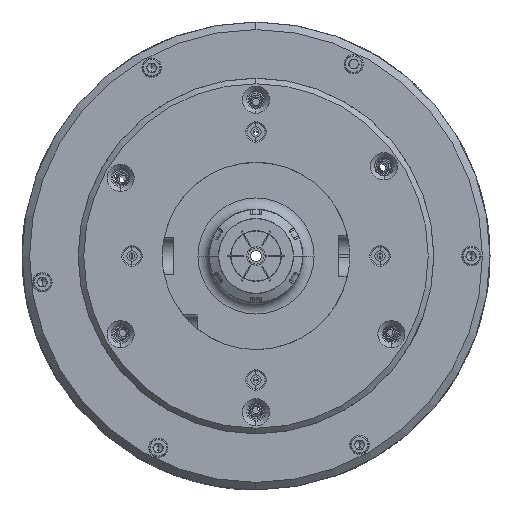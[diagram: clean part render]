
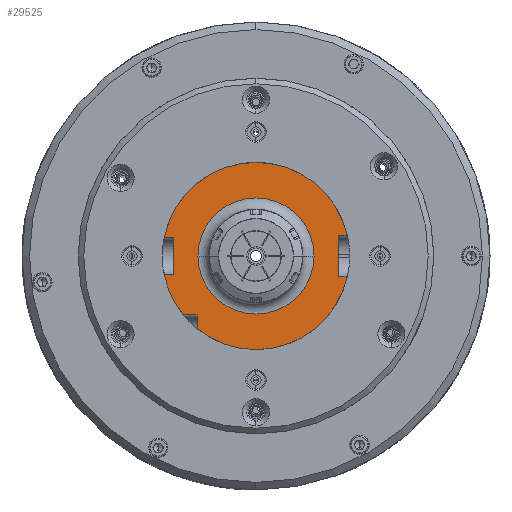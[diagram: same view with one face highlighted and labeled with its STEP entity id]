
A CAD part, left-side view. The second image highlights one B-rep face of the part: STEP entity #29525.
In plain terms, the highlighted planar face has unit normal (-1, 0, 0).
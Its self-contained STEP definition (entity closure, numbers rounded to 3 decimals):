
#783 = VERTEX_POINT ( 'NONE', #18230 ) ;
#1065 = EDGE_CURVE ( 'NONE', #18087, #40120, #50736, .T. ) ;
#2339 = EDGE_LOOP ( 'NONE', ( #17504, #18460 ) ) ;
#2654 = VERTEX_POINT ( 'NONE', #21741 ) ;
#3761 = DIRECTION ( 'NONE',  ( 0., -1., 0. ) ) ;
#3801 = DIRECTION ( 'NONE',  ( 1., 0., 0. ) ) ;
#3883 = CARTESIAN_POINT ( 'NONE',  ( -29., 0., 0. ) ) ;
#6226 = VECTOR ( 'NONE', #14548, 1000. ) ;
#6363 = EDGE_CURVE ( 'NONE', #7854, #31263, #12124, .T. ) ;
#7050 = CARTESIAN_POINT ( 'NONE',  ( -29., 48.99, -10. ) ) ;
#7063 = LINE ( 'NONE', #34320, #6226 ) ;
#7388 = CARTESIAN_POINT ( 'NONE',  ( -29., -48.775, 11. ) ) ;
#7854 = VERTEX_POINT ( 'NONE', #7050 ) ;
#8329 = EDGE_CURVE ( 'NONE', #40120, #31263, #50378, .T. ) ;
#8540 = DIRECTION ( 'NONE',  ( 0., -1., 0. ) ) ;
#8715 = CARTESIAN_POINT ( 'NONE',  ( -29., 0., 0. ) ) ;
#8809 = CIRCLE ( 'NONE', #36402, 50. ) ;
#8810 = ORIENTED_EDGE ( 'NONE', *, *, #20552, .F. ) ;
#10851 = ORIENTED_EDGE ( 'NONE', *, *, #38836, .T. ) ;
#11013 = ORIENTED_EDGE ( 'NONE', *, *, #26141, .T. ) ;
#11807 = VECTOR ( 'NONE', #50710, 1000. ) ;
#11965 = EDGE_CURVE ( 'NONE', #2654, #783, #21522, .T. ) ;
#12124 = LINE ( 'NONE', #50647, #11807 ) ;
#12393 = CARTESIAN_POINT ( 'NONE',  ( -29., 38.83, -31.5 ) ) ;
#12667 = AXIS2_PLACEMENT_3D ( 'NONE', #32816, #32683, #32678 ) ;
#13738 = EDGE_CURVE ( 'NONE', #51194, #38701, #7063, .T. ) ;
#14287 = DIRECTION ( 'NONE',  ( 0., 1., 0. ) ) ;
#14301 = CARTESIAN_POINT ( 'NONE',  ( -29., -50.001, -11. ) ) ;
#14548 = DIRECTION ( 'NONE',  ( 0., 1., 0. ) ) ;
#15629 = CARTESIAN_POINT ( 'NONE',  ( -29., 44., -10. ) ) ;
#16408 = DIRECTION ( 'NONE',  ( 0., -1., 0. ) ) ;
#17504 = ORIENTED_EDGE ( 'NONE', *, *, #34945, .T. ) ;
#17624 = CIRCLE ( 'NONE', #36813, 50. ) ;
#18087 = VERTEX_POINT ( 'NONE', #53866 ) ;
#18230 = CARTESIAN_POINT ( 'NONE',  ( -29., -44., -11. ) ) ;
#18460 = ORIENTED_EDGE ( 'NONE', *, *, #39894, .T. ) ;
#18782 = FACE_BOUND ( 'NONE', #2339, .T. ) ;
#19029 = CIRCLE ( 'NONE', #28209, 31. ) ;
#19199 = FACE_OUTER_BOUND ( 'NONE', #46094, .T. ) ;
#20552 = EDGE_CURVE ( 'NONE', #18087, #51194, #34149, .T. ) ;
#20891 = CARTESIAN_POINT ( 'NONE',  ( -29., 31.5, -38.83 ) ) ;
#21420 = ORIENTED_EDGE ( 'NONE', *, *, #21622, .F. ) ;
#21514 = DIRECTION ( 'NONE',  ( 1., 0., 0. ) ) ;
#21522 = LINE ( 'NONE', #14301, #21737 ) ;
#21622 = EDGE_CURVE ( 'NONE', #38701, #783, #26413, .T. ) ;
#21737 = VECTOR ( 'NONE', #14287, 1000. ) ;
#21741 = CARTESIAN_POINT ( 'NONE',  ( -29., -48.775, -11. ) ) ;
#22722 = EDGE_CURVE ( 'NONE', #2654, #45840, #17624, .T. ) ;
#23126 = CARTESIAN_POINT ( 'NONE',  ( -29., 31.5, -31.5 ) ) ;
#24049 = CARTESIAN_POINT ( 'NONE',  ( -29., -31., 0. ) ) ;
#24538 = DIRECTION ( 'NONE',  ( 1., 0., 0. ) ) ;
#25646 = DIRECTION ( 'NONE',  ( 0., 0., -1. ) ) ;
#26141 = EDGE_CURVE ( 'NONE', #45737, #45840, #45889, .T. ) ;
#26322 = VECTOR ( 'NONE', #43685, 1000. ) ;
#26413 = LINE ( 'NONE', #43813, #26322 ) ;
#26842 = CARTESIAN_POINT ( 'NONE',  ( -29., 31.5, -42.5 ) ) ;
#27754 = CIRCLE ( 'NONE', #44000, 31. ) ;
#28209 = AXIS2_PLACEMENT_3D ( 'NONE', #3883, #3801, #3761 ) ;
#28548 = DIRECTION ( 'NONE',  ( 0., 0., -1. ) ) ;
#29014 = VERTEX_POINT ( 'NONE', #52597 ) ;
#29525 = ADVANCED_FACE ( 'NONE', ( #18782, #19199 ), #32857, .F. ) ;
#30606 = CARTESIAN_POINT ( 'NONE',  ( -29., 44., 10. ) ) ;
#31173 = VERTEX_POINT ( 'NONE', #24049 ) ;
#31263 = VERTEX_POINT ( 'NONE', #15629 ) ;
#32253 = DIRECTION ( 'NONE',  ( 0., -1., 0. ) ) ;
#32678 = DIRECTION ( 'NONE',  ( 0., -1., 0. ) ) ;
#32683 = DIRECTION ( 'NONE',  ( 1., 0., 0. ) ) ;
#32816 = CARTESIAN_POINT ( 'NONE',  ( -29., 0., -50. ) ) ;
#32857 = PLANE ( 'NONE',  #12667 ) ;
#32864 = CARTESIAN_POINT ( 'NONE',  ( -29., 50.001, -31.5 ) ) ;
#34149 = CIRCLE ( 'NONE', #43730, 50. ) ;
#34320 = CARTESIAN_POINT ( 'NONE',  ( -29., -50.001, 11. ) ) ;
#34648 = CARTESIAN_POINT ( 'NONE',  ( -29., 44., 10. ) ) ;
#34660 = VERTEX_POINT ( 'NONE', #12393 ) ;
#34945 = EDGE_CURVE ( 'NONE', #31173, #29014, #19029, .T. ) ;
#35001 = DIRECTION ( 'NONE',  ( 0., -1., 0. ) ) ;
#35067 = DIRECTION ( 'NONE',  ( 1., 0., 0. ) ) ;
#35112 = CARTESIAN_POINT ( 'NONE',  ( -29., 0., 0. ) ) ;
#36402 = AXIS2_PLACEMENT_3D ( 'NONE', #8715, #21514, #8540 ) ;
#36813 = AXIS2_PLACEMENT_3D ( 'NONE', #43455, #43397, #43200 ) ;
#36953 = LINE ( 'NONE', #32864, #36995 ) ;
#36995 = VECTOR ( 'NONE', #32253, 1000. ) ;
#37337 = CARTESIAN_POINT ( 'NONE',  ( -29., -44., 11. ) ) ;
#38701 = VERTEX_POINT ( 'NONE', #37337 ) ;
#38836 = EDGE_CURVE ( 'NONE', #34660, #45737, #36953, .T. ) ;
#39894 = EDGE_CURVE ( 'NONE', #29014, #31173, #27754, .T. ) ;
#40073 = ORIENTED_EDGE ( 'NONE', *, *, #13738, .F. ) ;
#40120 = VERTEX_POINT ( 'NONE', #34648 ) ;
#43200 = DIRECTION ( 'NONE',  ( 0., -1., 0. ) ) ;
#43397 = DIRECTION ( 'NONE',  ( 1., 0., 0. ) ) ;
#43455 = CARTESIAN_POINT ( 'NONE',  ( -29., 0., 0. ) ) ;
#43685 = DIRECTION ( 'NONE',  ( 0., 0., -1. ) ) ;
#43730 = AXIS2_PLACEMENT_3D ( 'NONE', #35112, #35067, #35001 ) ;
#43813 = CARTESIAN_POINT ( 'NONE',  ( -29., -44., 11. ) ) ;
#44000 = AXIS2_PLACEMENT_3D ( 'NONE', #50109, #24538, #49988 ) ;
#44879 = ORIENTED_EDGE ( 'NONE', *, *, #6363, .F. ) ;
#45526 = VECTOR ( 'NONE', #28548, 1000. ) ;
#45604 = ORIENTED_EDGE ( 'NONE', *, *, #22722, .F. ) ;
#45706 = ORIENTED_EDGE ( 'NONE', *, *, #1065, .T. ) ;
#45737 = VERTEX_POINT ( 'NONE', #23126 ) ;
#45840 = VERTEX_POINT ( 'NONE', #20891 ) ;
#45889 = LINE ( 'NONE', #26842, #45526 ) ;
#46094 = EDGE_LOOP ( 'NONE', ( #48972, #10851, #11013, #45604, #48713, #21420, #40073, #8810, #45706, #49392, #44879 ) ) ;
#48713 = ORIENTED_EDGE ( 'NONE', *, *, #11965, .T. ) ;
#48972 = ORIENTED_EDGE ( 'NONE', *, *, #49609, .F. ) ;
#49392 = ORIENTED_EDGE ( 'NONE', *, *, #8329, .T. ) ;
#49609 = EDGE_CURVE ( 'NONE', #34660, #7854, #8809, .T. ) ;
#49988 = DIRECTION ( 'NONE',  ( 0., -1., 0. ) ) ;
#50108 = VECTOR ( 'NONE', #25646, 1000. ) ;
#50109 = CARTESIAN_POINT ( 'NONE',  ( -29., 0., 0. ) ) ;
#50378 = LINE ( 'NONE', #30606, #50108 ) ;
#50647 = CARTESIAN_POINT ( 'NONE',  ( -29., 50.001, -10. ) ) ;
#50695 = VECTOR ( 'NONE', #16408, 1000. ) ;
#50710 = DIRECTION ( 'NONE',  ( 0., -1., 0. ) ) ;
#50736 = LINE ( 'NONE', #54470, #50695 ) ;
#51194 = VERTEX_POINT ( 'NONE', #7388 ) ;
#52597 = CARTESIAN_POINT ( 'NONE',  ( -29., 31., 0. ) ) ;
#53866 = CARTESIAN_POINT ( 'NONE',  ( -29., 48.99, 10. ) ) ;
#54470 = CARTESIAN_POINT ( 'NONE',  ( -29., 50.001, 10. ) ) ;
